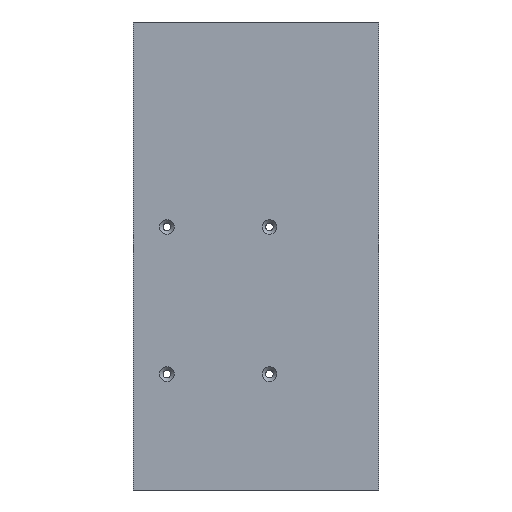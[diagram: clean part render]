
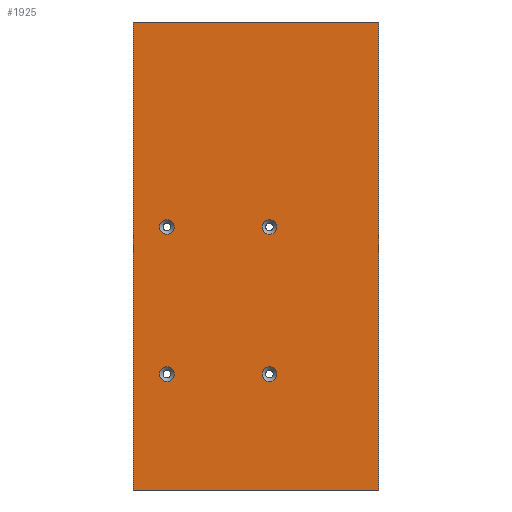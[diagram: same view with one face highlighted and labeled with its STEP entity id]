
A CAD part, front view. The second image highlights one B-rep face of the part: STEP entity #1925.
In plain terms, the highlighted planar face has unit normal (0, -1, 0).
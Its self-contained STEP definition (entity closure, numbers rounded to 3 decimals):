
#175=CIRCLE('',#2123,3.3);
#177=CIRCLE('',#2127,3.3);
#179=CIRCLE('',#2131,3.3);
#181=CIRCLE('',#2135,3.3);
#197=FACE_BOUND('',#439,.T.);
#198=FACE_BOUND('',#440,.T.);
#199=FACE_BOUND('',#441,.T.);
#200=FACE_BOUND('',#442,.T.);
#311=FACE_OUTER_BOUND('',#438,.T.);
#438=EDGE_LOOP('',(#1742,#1743,#1744,#1745));
#439=EDGE_LOOP('',(#1746));
#440=EDGE_LOOP('',(#1747));
#441=EDGE_LOOP('',(#1748));
#442=EDGE_LOOP('',(#1749));
#476=LINE('',#2758,#639);
#498=LINE('',#2801,#661);
#605=LINE('',#4088,#768);
#606=LINE('',#4089,#769);
#639=VECTOR('',#2192,10.);
#661=VECTOR('',#2230,10.);
#768=VECTOR('',#2685,10.);
#769=VECTOR('',#2686,10.);
#794=VERTEX_POINT('',#2755);
#795=VERTEX_POINT('',#2757);
#808=VERTEX_POINT('',#2799);
#932=VERTEX_POINT('',#4055);
#934=VERTEX_POINT('',#4063);
#936=VERTEX_POINT('',#4071);
#938=VERTEX_POINT('',#4079);
#940=VERTEX_POINT('',#4087);
#972=EDGE_CURVE('',#795,#794,#476,.T.);
#994=EDGE_CURVE('',#794,#808,#498,.T.);
#1195=EDGE_CURVE('',#932,#932,#175,.T.);
#1199=EDGE_CURVE('',#934,#934,#177,.T.);
#1203=EDGE_CURVE('',#936,#936,#179,.T.);
#1207=EDGE_CURVE('',#938,#938,#181,.T.);
#1211=EDGE_CURVE('',#808,#940,#605,.T.);
#1212=EDGE_CURVE('',#940,#795,#606,.T.);
#1742=ORIENTED_EDGE('',*,*,#1211,.T.);
#1743=ORIENTED_EDGE('',*,*,#1212,.T.);
#1744=ORIENTED_EDGE('',*,*,#972,.T.);
#1745=ORIENTED_EDGE('',*,*,#994,.T.);
#1746=ORIENTED_EDGE('',*,*,#1195,.T.);
#1747=ORIENTED_EDGE('',*,*,#1199,.T.);
#1748=ORIENTED_EDGE('',*,*,#1203,.T.);
#1749=ORIENTED_EDGE('',*,*,#1207,.T.);
#1812=PLANE('',#2138);
#1925=ADVANCED_FACE('',(#311,#197,#198,#199,#200),#1812,.T.);
#2123=AXIS2_PLACEMENT_3D('',#4056,#2645,#2646);
#2127=AXIS2_PLACEMENT_3D('',#4064,#2655,#2656);
#2131=AXIS2_PLACEMENT_3D('',#4072,#2665,#2666);
#2135=AXIS2_PLACEMENT_3D('',#4080,#2675,#2676);
#2138=AXIS2_PLACEMENT_3D('',#4086,#2683,#2684);
#2192=DIRECTION('',(-1.,0.,0.));
#2230=DIRECTION('',(0.,0.,-1.));
#2645=DIRECTION('center_axis',(0.,1.,0.));
#2646=DIRECTION('ref_axis',(1.,0.,0.));
#2655=DIRECTION('center_axis',(0.,1.,0.));
#2656=DIRECTION('ref_axis',(1.,0.,0.));
#2665=DIRECTION('center_axis',(0.,1.,0.));
#2666=DIRECTION('ref_axis',(1.,0.,0.));
#2675=DIRECTION('center_axis',(0.,1.,0.));
#2676=DIRECTION('ref_axis',(1.,0.,0.));
#2683=DIRECTION('center_axis',(0.,-1.,0.));
#2684=DIRECTION('ref_axis',(0.,0.,-1.));
#2685=DIRECTION('',(1.,0.,0.));
#2686=DIRECTION('',(0.,0.,1.));
#2755=CARTESIAN_POINT('',(-55.,-30.,105.));
#2757=CARTESIAN_POINT('',(55.,-30.,105.));
#2758=CARTESIAN_POINT('',(-55.,-30.,105.));
#2799=CARTESIAN_POINT('',(-55.,-30.,-105.));
#2801=CARTESIAN_POINT('',(-55.,-30.,-105.));
#4055=CARTESIAN_POINT('',(2.7,-30.,13.));
#4056=CARTESIAN_POINT('Origin',(6.,-30.,13.));
#4063=CARTESIAN_POINT('',(-43.3,-30.,-53.));
#4064=CARTESIAN_POINT('Origin',(-40.,-30.,-53.));
#4071=CARTESIAN_POINT('',(-43.3,-30.,13.));
#4072=CARTESIAN_POINT('Origin',(-40.,-30.,13.));
#4079=CARTESIAN_POINT('',(2.7,-30.,-53.));
#4080=CARTESIAN_POINT('Origin',(6.,-30.,-53.));
#4086=CARTESIAN_POINT('Origin',(0.,-30.,0.));
#4087=CARTESIAN_POINT('',(55.,-30.,-105.));
#4088=CARTESIAN_POINT('',(55.,-30.,-105.));
#4089=CARTESIAN_POINT('',(55.,-30.,105.));
